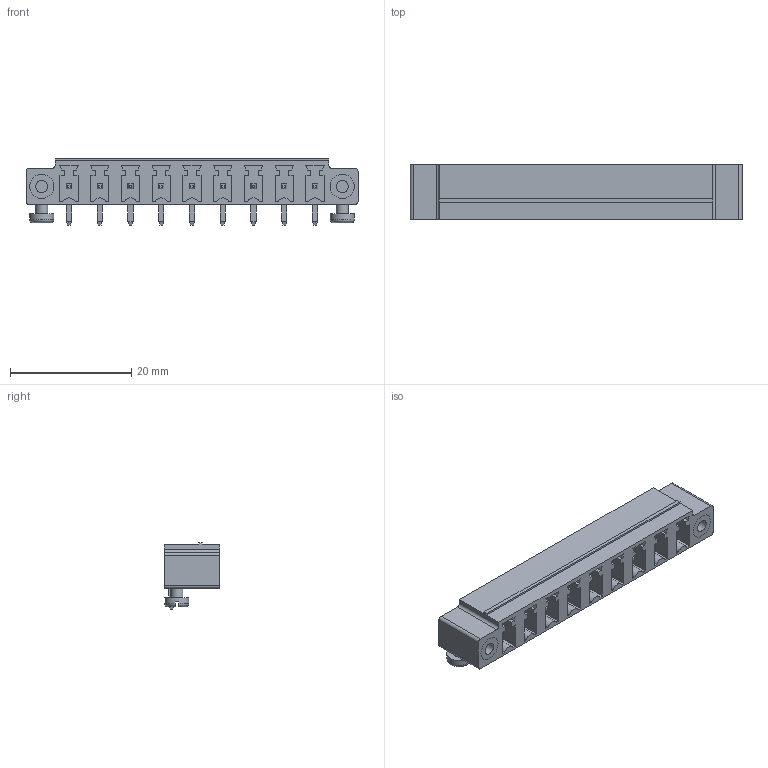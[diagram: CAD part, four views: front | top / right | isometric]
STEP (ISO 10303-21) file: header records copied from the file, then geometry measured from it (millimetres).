
FILE_DESCRIPTION(/* description */ ('model of PhoenixContact_MC-GF_09x5.08mm_Angled_ThreadedFlange_MountHole.'),/* implementation_level */ FILE_NAME(/* name */ 'PhoenixContact_MC-GF_09x5.08mm_Angled_ThreadedFlange_MountHole..stp',/* time_stamp */ '2017-02-24T00:24:29',/* author */ ('Rene Poeschl',''),/* organization */ (''),/* preprocessor_version */ '',/* originating_system */ '',/* authorisation */ '');
FILE_NAME(/* name */ 'PhoenixContact_MC-GF_09x5.08mm_Angled_ThreadedFlange_MountHole..stp',/* time_stamp */ '2017-02-24T00:24:29',/* author */ ('Rene Poeschl',''),/* organization */ (''),/* preprocessor_version */ '',/* originating_system */ '',/* authorisation */ '');
FILE_SCHEMA(('AUTOMOTIVE_DESIGN_CC2 { 1 2 10303 214 -1 1 5 4 }'));
Length unit declared in the file: millimetre
Products named in the file (1): MC_01x09_GF_5_08mm_MH
Bounding box: 54.84 x 9.2 x 10.95 mm (x, y, z)
Volume: 2691.8 mm3; surface area: 3587 mm2
Topology: 1 solids, 1 shells, 343 faces, 850 edges, 544 vertices
Faces by surface type: plane 318, cylinder 21, torus 4
Full cylindrical faces by diameter (mm): 2 x4, 4 x2
Entity records: 25674 total; most frequent: CARTESIAN_POINT 6196, DIRECTION 3079, LINE 2252, VECTOR 2252, ORIENTED_EDGE 1700, PCURVE 1700, DEFINITIONAL_REPRESENTATION 1700, EDGE_CURVE 850
